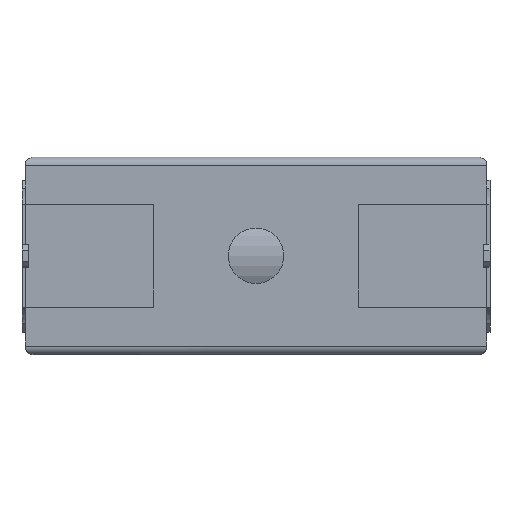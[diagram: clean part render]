
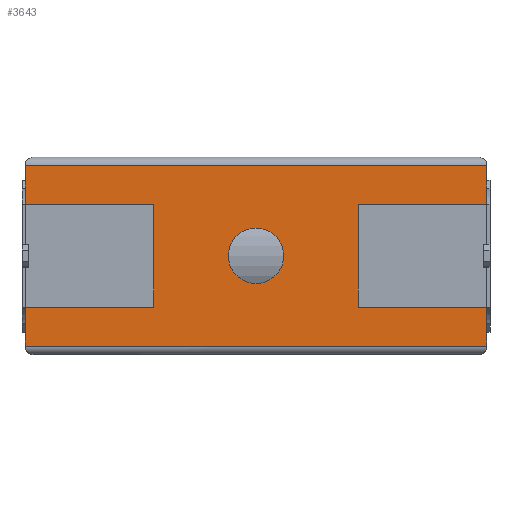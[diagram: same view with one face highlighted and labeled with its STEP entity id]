
A CAD part, top view. The second image highlights one B-rep face of the part: STEP entity #3643.
In plain terms, the highlighted face is planar.
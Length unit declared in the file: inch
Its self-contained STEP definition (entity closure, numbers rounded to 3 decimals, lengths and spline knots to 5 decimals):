
#19 = CARTESIAN_POINT ( 'NONE',  ( 0., -0.09843, 0. ) ) ;
#59 = ORIENTED_EDGE ( 'NONE', *, *, #5478, .F. ) ;
#190 = CARTESIAN_POINT ( 'NONE',  ( 0.88583, 0.17323, 0. ) ) ;
#202 = VECTOR ( 'NONE', #3709, 39.37008 ) ;
#221 = EDGE_CURVE ( 'NONE', #1230, #4402, #1410, .T. ) ;
#277 = DIRECTION ( 'NONE',  ( 0., 1., 0. ) ) ;
#507 = CARTESIAN_POINT ( 'NONE',  ( 0., 0.18898, 0. ) ) ;
#519 = CARTESIAN_POINT ( 'NONE',  ( 0.44291, 0., 0. ) ) ;
#630 = CARTESIAN_POINT ( 'NONE',  ( 0.88583, -0.09843, 0. ) ) ;
#661 = ORIENTED_EDGE ( 'NONE', *, *, #731, .F. ) ;
#705 = CARTESIAN_POINT ( 'NONE',  ( 0.24719, -0.09843, 0. ) ) ;
#731 = EDGE_CURVE ( 'NONE', #3477, #1601, #2520, .T. ) ;
#874 = AXIS2_PLACEMENT_3D ( 'NONE', #519, #4544, #2739 ) ;
#905 = DIRECTION ( 'NONE',  ( 0., 1., 0. ) ) ;
#945 = CARTESIAN_POINT ( 'NONE',  ( 0.63864, -0.09843, 0. ) ) ;
#979 = DIRECTION ( 'NONE',  ( 0., -1., 0. ) ) ;
#1060 = DIRECTION ( 'NONE',  ( 1., 0., 0. ) ) ;
#1084 = DIRECTION ( 'NONE',  ( -1., 0., 0. ) ) ;
#1093 = ORIENTED_EDGE ( 'NONE', *, *, #2824, .F. ) ;
#1230 = VERTEX_POINT ( 'NONE', #1419 ) ;
#1281 = VECTOR ( 'NONE', #3117, 39.37008 ) ;
#1304 = DIRECTION ( 'NONE',  ( 0., -1., 0. ) ) ;
#1305 = VECTOR ( 'NONE', #979, 39.37008 ) ;
#1341 = VERTEX_POINT ( 'NONE', #2437 ) ;
#1410 = LINE ( 'NONE', #705, #202 ) ;
#1419 = CARTESIAN_POINT ( 'NONE',  ( 0.24719, -0.09843, 0. ) ) ;
#1450 = DIRECTION ( 'NONE',  ( 0., 0., 1. ) ) ;
#1477 = VECTOR ( 'NONE', #1681, 39.37008 ) ;
#1497 = VECTOR ( 'NONE', #905, 39.37008 ) ;
#1568 = VERTEX_POINT ( 'NONE', #945 ) ;
#1581 = VECTOR ( 'NONE', #2377, 39.37008 ) ;
#1601 = VERTEX_POINT ( 'NONE', #2701 ) ;
#1611 = CARTESIAN_POINT ( 'NONE',  ( 0.88583, -0.17323, 0. ) ) ;
#1681 = DIRECTION ( 'NONE',  ( 0., 1., 0. ) ) ;
#1704 = ORIENTED_EDGE ( 'NONE', *, *, #221, .T. ) ;
#1732 = CARTESIAN_POINT ( 'NONE',  ( 0.63864, 0., 0. ) ) ;
#1763 = VECTOR ( 'NONE', #277, 39.37008 ) ;
#1770 = LINE ( 'NONE', #5248, #4482 ) ;
#1831 = EDGE_CURVE ( 'NONE', #4030, #1230, #2321, .T. ) ;
#1882 = VERTEX_POINT ( 'NONE', #2420 ) ;
#1893 = DIRECTION ( 'NONE',  ( 1., 0., 0. ) ) ;
#1903 = CARTESIAN_POINT ( 'NONE',  ( 0.44291, 0., 0. ) ) ;
#1970 = ORIENTED_EDGE ( 'NONE', *, *, #3317, .F. ) ;
#1991 = CARTESIAN_POINT ( 'NONE',  ( 0.88583, 0.17323, 0. ) ) ;
#2047 = LINE ( 'NONE', #2470, #3078 ) ;
#2154 = VECTOR ( 'NONE', #1060, 39.37008 ) ;
#2260 = FACE_OUTER_BOUND ( 'NONE', #5262, .T. ) ;
#2321 = LINE ( 'NONE', #5035, #1581 ) ;
#2324 = AXIS2_PLACEMENT_3D ( 'NONE', #3230, #1450, #1893 ) ;
#2375 = EDGE_LOOP ( 'NONE', ( #4048, #1093 ) ) ;
#2377 = DIRECTION ( 'NONE',  ( 1., 0., 0. ) ) ;
#2387 = CARTESIAN_POINT ( 'NONE',  ( 0., -0.17323, 0. ) ) ;
#2420 = CARTESIAN_POINT ( 'NONE',  ( 0.63864, 0.09843, 0. ) ) ;
#2435 = AXIS2_PLACEMENT_3D ( 'NONE', #1903, #4911, #5378 ) ;
#2437 = CARTESIAN_POINT ( 'NONE',  ( 0., -0.17323, 0. ) ) ;
#2470 = CARTESIAN_POINT ( 'NONE',  ( -0.00591, 0.09843, 0. ) ) ;
#2520 = LINE ( 'NONE', #1991, #5623 ) ;
#2643 = ORIENTED_EDGE ( 'NONE', *, *, #4130, .F. ) ;
#2656 = LINE ( 'NONE', #1732, #1497 ) ;
#2667 = CARTESIAN_POINT ( 'NONE',  ( 0.38976, 0., 0. ) ) ;
#2691 = PLANE ( 'NONE',  #2324 ) ;
#2694 = EDGE_CURVE ( 'NONE', #1568, #1882, #2656, .T. ) ;
#2701 = CARTESIAN_POINT ( 'NONE',  ( 0., 0.17323, 0. ) ) ;
#2739 = DIRECTION ( 'NONE',  ( 1., 0., 0. ) ) ;
#2824 = EDGE_CURVE ( 'NONE', #4112, #5431, #3917, .T. ) ;
#2832 = EDGE_CURVE ( 'NONE', #1882, #3505, #3218, .T. ) ;
#2912 = CARTESIAN_POINT ( 'NONE',  ( 0.88583, -0.18898, 0. ) ) ;
#2970 = CIRCLE ( 'NONE', #2435, 0.05315 ) ;
#2990 = VERTEX_POINT ( 'NONE', #1611 ) ;
#3078 = VECTOR ( 'NONE', #5519, 39.37008 ) ;
#3107 = EDGE_CURVE ( 'NONE', #2990, #5501, #3967, .T. ) ;
#3117 = DIRECTION ( 'NONE',  ( 1., 0., 0. ) ) ;
#3218 = LINE ( 'NONE', #4050, #1281 ) ;
#3230 = CARTESIAN_POINT ( 'NONE',  ( 0.44291, 0., 0. ) ) ;
#3273 = DIRECTION ( 'NONE',  ( 1., 0., 0. ) ) ;
#3317 = EDGE_CURVE ( 'NONE', #4030, #1341, #4573, .T. ) ;
#3352 = EDGE_CURVE ( 'NONE', #5431, #4112, #2970, .T. ) ;
#3386 = FACE_BOUND ( 'NONE', #2375, .T. ) ;
#3477 = VERTEX_POINT ( 'NONE', #190 ) ;
#3505 = VERTEX_POINT ( 'NONE', #4886 ) ;
#3643 = ADVANCED_FACE ( 'NONE', ( #2260, #3386 ), #2691, .F. ) ;
#3709 = DIRECTION ( 'NONE',  ( 0., 1., 0. ) ) ;
#3917 = CIRCLE ( 'NONE', #874, 0.05315 ) ;
#3959 = ORIENTED_EDGE ( 'NONE', *, *, #2694, .F. ) ;
#3967 = LINE ( 'NONE', #5599, #1477 ) ;
#4027 = LINE ( 'NONE', #2387, #2154 ) ;
#4030 = VERTEX_POINT ( 'NONE', #19 ) ;
#4048 = ORIENTED_EDGE ( 'NONE', *, *, #3352, .F. ) ;
#4050 = CARTESIAN_POINT ( 'NONE',  ( 0.63864, 0.09843, 0. ) ) ;
#4112 = VERTEX_POINT ( 'NONE', #2667 ) ;
#4130 = EDGE_CURVE ( 'NONE', #1601, #4560, #1770, .T. ) ;
#4152 = ORIENTED_EDGE ( 'NONE', *, *, #2832, .F. ) ;
#4349 = EDGE_CURVE ( 'NONE', #1568, #5501, #5269, .T. ) ;
#4402 = VERTEX_POINT ( 'NONE', #5011 ) ;
#4425 = EDGE_CURVE ( 'NONE', #4560, #4402, #2047, .T. ) ;
#4453 = EDGE_CURVE ( 'NONE', #3505, #3477, #5549, .T. ) ;
#4482 = VECTOR ( 'NONE', #1304, 39.37008 ) ;
#4544 = DIRECTION ( 'NONE',  ( 0., 0., -1. ) ) ;
#4560 = VERTEX_POINT ( 'NONE', #5165 ) ;
#4573 = LINE ( 'NONE', #507, #1305 ) ;
#4676 = ORIENTED_EDGE ( 'NONE', *, *, #1831, .T. ) ;
#4886 = CARTESIAN_POINT ( 'NONE',  ( 0.88583, 0.09843, 0. ) ) ;
#4911 = DIRECTION ( 'NONE',  ( 0., 0., -1. ) ) ;
#5011 = CARTESIAN_POINT ( 'NONE',  ( 0.24719, 0.09843, 0. ) ) ;
#5035 = CARTESIAN_POINT ( 'NONE',  ( -0.00591, -0.09843, 0. ) ) ;
#5165 = CARTESIAN_POINT ( 'NONE',  ( 0., 0.09843, 0. ) ) ;
#5248 = CARTESIAN_POINT ( 'NONE',  ( 0., 0.18898, 0. ) ) ;
#5262 = EDGE_LOOP ( 'NONE', ( #5532, #4152, #3959, #5609, #5509, #59, #1970, #4676, #1704, #5275, #2643, #661 ) ) ;
#5269 = LINE ( 'NONE', #5455, #5415 ) ;
#5275 = ORIENTED_EDGE ( 'NONE', *, *, #4425, .F. ) ;
#5378 = DIRECTION ( 'NONE',  ( 1., 0., 0. ) ) ;
#5415 = VECTOR ( 'NONE', #3273, 39.37008 ) ;
#5431 = VERTEX_POINT ( 'NONE', #5510 ) ;
#5455 = CARTESIAN_POINT ( 'NONE',  ( 0.63864, -0.09843, 0. ) ) ;
#5478 = EDGE_CURVE ( 'NONE', #1341, #2990, #4027, .T. ) ;
#5501 = VERTEX_POINT ( 'NONE', #630 ) ;
#5509 = ORIENTED_EDGE ( 'NONE', *, *, #3107, .F. ) ;
#5510 = CARTESIAN_POINT ( 'NONE',  ( 0.49606, 0., 0. ) ) ;
#5519 = DIRECTION ( 'NONE',  ( 1., 0., 0. ) ) ;
#5532 = ORIENTED_EDGE ( 'NONE', *, *, #4453, .F. ) ;
#5549 = LINE ( 'NONE', #2912, #1763 ) ;
#5599 = CARTESIAN_POINT ( 'NONE',  ( 0.88583, -0.18898, 0. ) ) ;
#5609 = ORIENTED_EDGE ( 'NONE', *, *, #4349, .T. ) ;
#5623 = VECTOR ( 'NONE', #1084, 39.37008 ) ;
